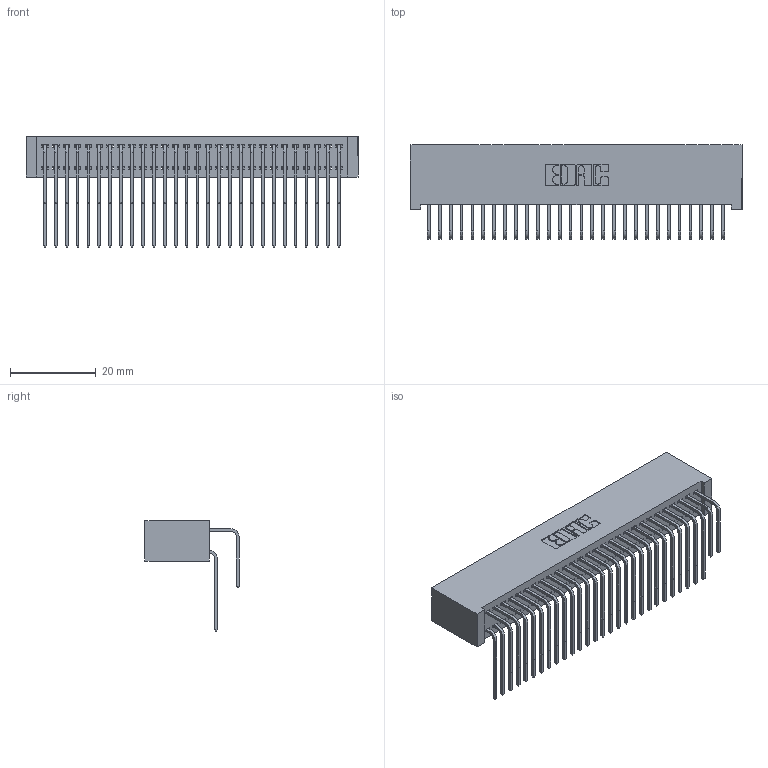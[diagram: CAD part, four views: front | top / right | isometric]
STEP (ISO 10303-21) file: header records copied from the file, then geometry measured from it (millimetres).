
FILE_DESCRIPTION (( 'STEP AP203' ), '1' );
FILE_NAME ('342-056-558-201.STEP', '2018-08-13T04:05:10', ( '' ), ( '' ), 'SwSTEP 2.0', 'SolidWorks 2016', '' );
FILE_SCHEMA (( 'CONFIG_CONTROL_DESIGN' ));
Length unit declared in the file: inch
Products named in the file (4): 342-056-558-201; 342 Part_Lugless; 345-292-001_558 559 Tail - 1; 345-292-001_558 Tail - 2
Assembly tree (57 placements, depth 2):
  342-056-558-201
    342 Part_Lugless
    345-292-001_558 559 Tail - 1  x28
    345-292-001_558 Tail - 2  x28
Bounding box: 77.37 x 21.91 x 25.78 mm (x, y, z)
Volume: 7647.8 mm3; surface area: 14011.4 mm2
Topology: 57 solids, 57 shells, 3126 faces, 9291 edges, 6118 vertices
Faces by surface type: plane 2190, cylinder 936
Entity records: 21199 total; most frequent: CARTESIAN_POINT 3577, ORIENTED_EDGE 3462, DIRECTION 3055, EDGE_CURVE 1731, VECTOR 1571, LINE 1571, VERTEX_POINT 1150, AXIS2_PLACEMENT_3D 742
